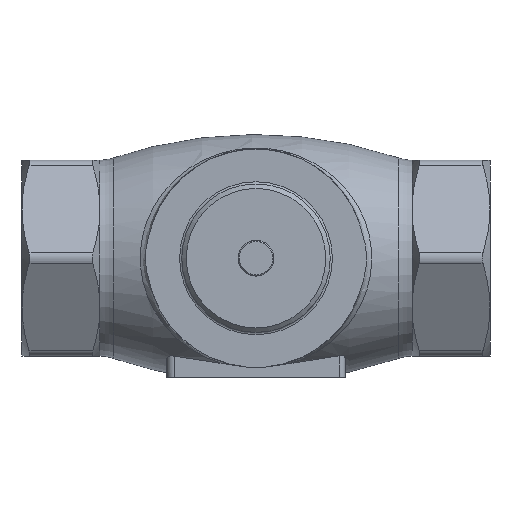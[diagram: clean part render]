
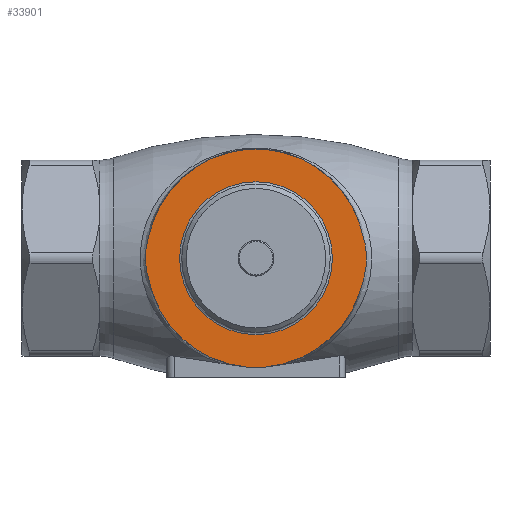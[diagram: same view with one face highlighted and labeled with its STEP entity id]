
A CAD part, front view. The second image highlights one B-rep face of the part: STEP entity #33901.
In plain terms, the highlighted planar face has unit normal (0, -1, 0).
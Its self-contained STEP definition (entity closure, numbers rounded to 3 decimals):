
#248 = CARTESIAN_POINT ( 'NONE',  ( 23.184, -25.2, 7.92 ) ) ;
#329 = EDGE_CURVE ( 'NONE', #5789, #19600, #5240, .T. ) ;
#1559 = CARTESIAN_POINT ( 'NONE',  ( -24.476, -25.2, -3.348 ) ) ;
#1972 = ORIENTED_EDGE ( 'NONE', *, *, #34456, .F. ) ;
#3140 = CARTESIAN_POINT ( 'NONE',  ( 24.476, -25.2, 3.348 ) ) ;
#3455 = CARTESIAN_POINT ( 'NONE',  ( 23.184, -25.2, 7.92 ) ) ;
#3551 = VERTEX_POINT ( 'NONE', #34814 ) ;
#3618 = CARTESIAN_POINT ( 'NONE',  ( 24.034, -25.2, 5.339 ) ) ;
#3651 = DIRECTION ( 'NONE',  ( 0., 1., 0. ) ) ;
#3776 = CARTESIAN_POINT ( 'NONE',  ( 23.624, -25.2, 6.635 ) ) ;
#3812 = AXIS2_PLACEMENT_3D ( 'NONE', #26390, #9833, #29194 ) ;
#4115 = CARTESIAN_POINT ( 'NONE',  ( -23.624, -25.2, -6.635 ) ) ;
#4362 = CARTESIAN_POINT ( 'NONE',  ( -24.752, -25.2, -1.348 ) ) ;
#5240 = B_SPLINE_CURVE_WITH_KNOTS ( 'NONE', 3,
 ( #3455, #3776, #3618, #3140, #33366, #33489, #11517, #19647, #27991, #25139, #28105, #14129, #30628, #27863 ),
 .UNSPECIFIED., .F., .F.,
 ( 4, 2, 2, 2, 2, 2, 4 ),
 ( 0., 0.004, 0.006, 0.008, 0.01, 0.012, 0.016 ),
 .UNSPECIFIED. ) ;
#5789 = VERTEX_POINT ( 'NONE', #248 ) ;
#6353 = EDGE_CURVE ( 'NONE', #27103, #27103, #21304, .T. ) ;
#7147 = CARTESIAN_POINT ( 'NONE',  ( -24.795, -25.2, 0.665 ) ) ;
#7439 = FACE_OUTER_BOUND ( 'NONE', #31905, .T. ) ;
#9421 = CARTESIAN_POINT ( 'NONE',  ( 0., -25.2, 0. ) ) ;
#9833 = DIRECTION ( 'NONE',  ( 0., -1., 0. ) ) ;
#9858 = ORIENTED_EDGE ( 'NONE', *, *, #10615, .F. ) ;
#9936 = CARTESIAN_POINT ( 'NONE',  ( -24.593, -25.2, 2.691 ) ) ;
#10615 = EDGE_CURVE ( 'NONE', #31600, #3551, #20639, .T. ) ;
#10873 = CIRCLE ( 'NONE', #20070, 24.5 ) ;
#11517 = CARTESIAN_POINT ( 'NONE',  ( 24.794, -25.2, 0.679 ) ) ;
#12171 = DIRECTION ( 'NONE',  ( 0., 0., 1. ) ) ;
#12269 = AXIS2_PLACEMENT_3D ( 'NONE', #29945, #13322, #32683 ) ;
#12426 = EDGE_LOOP ( 'NONE', ( #17436 ) ) ;
#12552 = CARTESIAN_POINT ( 'NONE',  ( -23.184, -25.2, -7.92 ) ) ;
#12684 = CARTESIAN_POINT ( 'NONE',  ( -24.032, -25.2, 5.343 ) ) ;
#13322 = DIRECTION ( 'NONE',  ( 0., 1., 0. ) ) ;
#14129 = CARTESIAN_POINT ( 'NONE',  ( 24.032, -25.2, -5.343 ) ) ;
#15457 = CARTESIAN_POINT ( 'NONE',  ( -23.184, -25.2, 7.92 ) ) ;
#16593 = ORIENTED_EDGE ( 'NONE', *, *, #22429, .F. ) ;
#16605 = AXIS2_PLACEMENT_3D ( 'NONE', #20156, #3651, #22971 ) ;
#17436 = ORIENTED_EDGE ( 'NONE', *, *, #6353, .F. ) ;
#18103 = CARTESIAN_POINT ( 'NONE',  ( -24.034, -25.2, -5.339 ) ) ;
#19600 = VERTEX_POINT ( 'NONE', #30618 ) ;
#19647 = CARTESIAN_POINT ( 'NONE',  ( 24.795, -25.2, -0.665 ) ) ;
#20070 = AXIS2_PLACEMENT_3D ( 'NONE', #9421, #28804, #12171 ) ;
#20156 = CARTESIAN_POINT ( 'NONE',  ( 0., -25.2, 17.15 ) ) ;
#20639 = B_SPLINE_CURVE_WITH_KNOTS ( 'NONE', 3,
 ( #12552, #4115, #18103, #1559, #20891, #4362, #23690, #7147, #26492, #9936, #29309, #12684, #32063, #15457 ),
 .UNSPECIFIED., .F., .F.,
 ( 4, 2, 2, 2, 2, 2, 4 ),
 ( 0., 0.004, 0.006, 0.008, 0.01, 0.012, 0.016 ),
 .UNSPECIFIED. ) ;
#20891 = CARTESIAN_POINT ( 'NONE',  ( -24.593, -25.2, -2.683 ) ) ;
#21161 = ORIENTED_EDGE ( 'NONE', *, *, #329, .F. ) ;
#21256 = FACE_BOUND ( 'NONE', #12426, .T. ) ;
#21304 = CIRCLE ( 'NONE', #3812, 17.15 ) ;
#22429 = EDGE_CURVE ( 'NONE', #3551, #5789, #22836, .T. ) ;
#22836 = CIRCLE ( 'NONE', #12269, 24.5 ) ;
#22971 = DIRECTION ( 'NONE',  ( 0., 0., 1. ) ) ;
#23208 = CARTESIAN_POINT ( 'NONE',  ( -23.184, -25.2, -7.92 ) ) ;
#23690 = CARTESIAN_POINT ( 'NONE',  ( -24.794, -25.2, -0.679 ) ) ;
#25139 = CARTESIAN_POINT ( 'NONE',  ( 24.593, -25.2, -2.691 ) ) ;
#25655 = PLANE ( 'NONE',  #16605 ) ;
#26066 = CARTESIAN_POINT ( 'NONE',  ( 0., -25.2, -17.15 ) ) ;
#26390 = CARTESIAN_POINT ( 'NONE',  ( 0., -25.2, 0. ) ) ;
#26492 = CARTESIAN_POINT ( 'NONE',  ( -24.754, -25.2, 1.338 ) ) ;
#27103 = VERTEX_POINT ( 'NONE', #26066 ) ;
#27863 = CARTESIAN_POINT ( 'NONE',  ( 23.184, -25.2, -7.92 ) ) ;
#27991 = CARTESIAN_POINT ( 'NONE',  ( 24.754, -25.2, -1.338 ) ) ;
#28105 = CARTESIAN_POINT ( 'NONE',  ( 24.474, -25.2, -3.36 ) ) ;
#28804 = DIRECTION ( 'NONE',  ( 0., 1., 0. ) ) ;
#29194 = DIRECTION ( 'NONE',  ( 0., 0., -1. ) ) ;
#29309 = CARTESIAN_POINT ( 'NONE',  ( -24.474, -25.2, 3.36 ) ) ;
#29945 = CARTESIAN_POINT ( 'NONE',  ( 0., -25.2, 0. ) ) ;
#30618 = CARTESIAN_POINT ( 'NONE',  ( 23.184, -25.2, -7.92 ) ) ;
#30628 = CARTESIAN_POINT ( 'NONE',  ( 23.623, -25.2, -6.636 ) ) ;
#31600 = VERTEX_POINT ( 'NONE', #23208 ) ;
#31905 = EDGE_LOOP ( 'NONE', ( #1972, #21161, #16593, #9858 ) ) ;
#32063 = CARTESIAN_POINT ( 'NONE',  ( -23.623, -25.2, 6.636 ) ) ;
#32683 = DIRECTION ( 'NONE',  ( 0., 0., 1. ) ) ;
#33366 = CARTESIAN_POINT ( 'NONE',  ( 24.593, -25.2, 2.683 ) ) ;
#33489 = CARTESIAN_POINT ( 'NONE',  ( 24.752, -25.2, 1.348 ) ) ;
#33901 = ADVANCED_FACE ( 'NONE', ( #21256, #7439 ), #25655, .F. ) ;
#34456 = EDGE_CURVE ( 'NONE', #19600, #31600, #10873, .T. ) ;
#34814 = CARTESIAN_POINT ( 'NONE',  ( -23.184, -25.2, 7.92 ) ) ;
